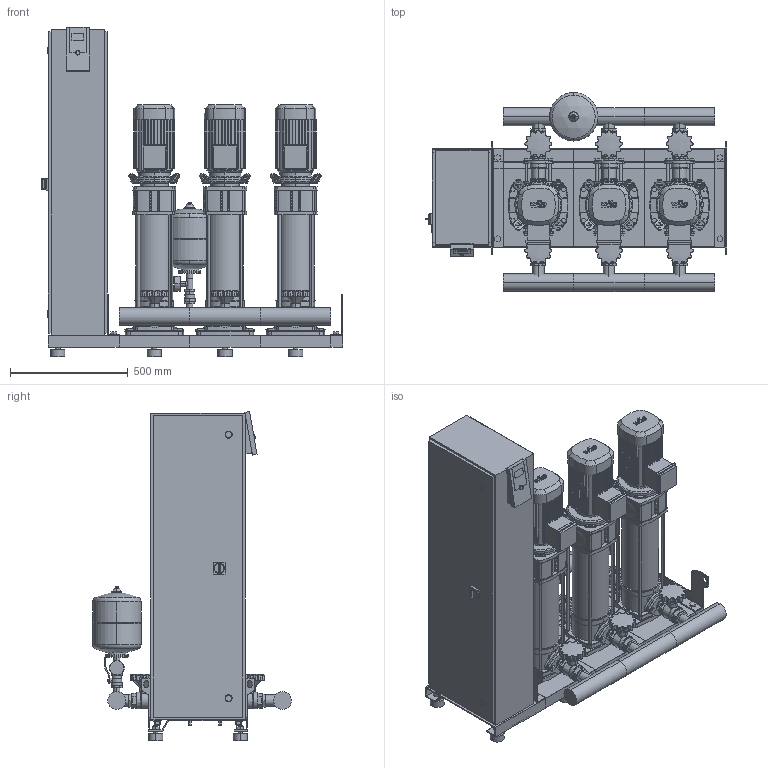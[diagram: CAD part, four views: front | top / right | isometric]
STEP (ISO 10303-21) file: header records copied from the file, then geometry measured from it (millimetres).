
FILE_DESCRIPTION((''),'2;1');
FILE_NAME('3d_SiBoostSmartFC3HELIXV1008-2536133.stp','2016-01-25T11:16:56',(''),(''),'Mechanical Desktop 2009','Mechanical Desktop 2009',', , ');
FILE_SCHEMA(('CONFIG_CONTROL_DESIGN'));
Length unit declared in the file: millimetre
Products named in the file (1): Product
Bounding box: 1280 x 845.05 x 1398.4 mm (x, y, z)
Volume: 224088331.9 mm3; surface area: 11958585.7 mm2
Topology: 168 solids, 168 shells, 4639 faces, 11713 edges, 7636 vertices
Faces by surface type: plane 1653, cylinder 1336, bspline 1300, cone 234, torus 92, sphere 24
Entity records: 150273 total; most frequent: CARTESIAN_POINT 39779, ORIENTED_EDGE 23394, DIRECTION 21863, EDGE_CURVE 11697, VERTEX_POINT 7632, AXIS2_PLACEMENT_3D 7462, VECTOR 6939, LINE 6939
